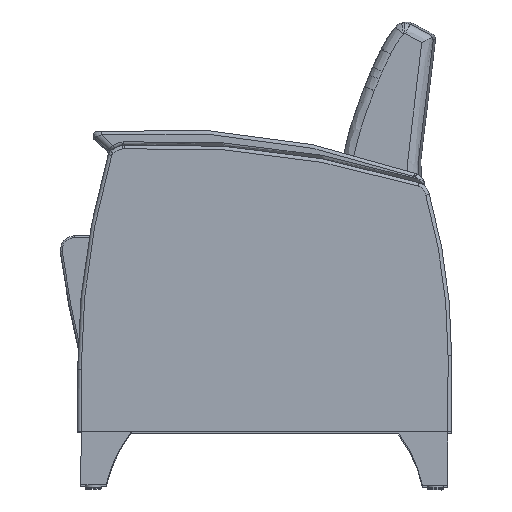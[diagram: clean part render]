
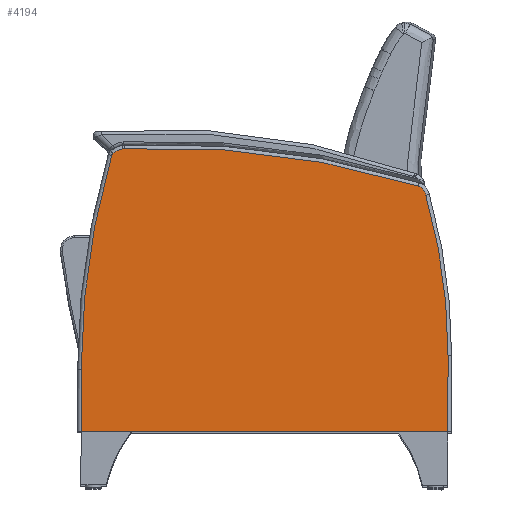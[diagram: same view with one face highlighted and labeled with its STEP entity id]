
A CAD part, top view. The second image highlights one B-rep face of the part: STEP entity #4194.
In plain terms, the highlighted planar face has unit normal (0, 0, 1).
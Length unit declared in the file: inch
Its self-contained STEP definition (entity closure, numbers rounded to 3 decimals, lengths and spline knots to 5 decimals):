
#279=PLANE('',#4576);
#350=LINE('',#6385,#530);
#352=LINE('',#6431,#532);
#368=LINE('',#6555,#548);
#530=VECTOR('',#5076,0.3937);
#532=VECTOR('',#5114,0.3937);
#548=VECTOR('',#5216,0.3937);
#832=FACE_OUTER_BOUND('',#1114,.T.);
#1114=EDGE_LOOP('',(#2981,#2982,#2983,#2984,#2985,#2986,#2987,#2988,#2989,
#2990));
#1493=CIRCLE('',#4507,0.25);
#1497=CIRCLE('',#4512,53.84447);
#1501=CIRCLE('',#4518,1.61874);
#1504=CIRCLE('',#4522,0.75);
#1507=CIRCLE('',#4526,59.75);
#1509=CIRCLE('',#4529,0.75);
#1512=CIRCLE('',#4534,40.58554);
#1799=VERTEX_POINT('',#6346);
#1800=VERTEX_POINT('',#6347);
#1804=VERTEX_POINT('',#6368);
#1806=VERTEX_POINT('',#6383);
#1807=VERTEX_POINT('',#6387);
#1809=VERTEX_POINT('',#6393);
#1811=VERTEX_POINT('',#6399);
#1814=VERTEX_POINT('',#6407);
#1815=VERTEX_POINT('',#6424);
#1818=VERTEX_POINT('',#6429);
#2203=EDGE_CURVE('',#1799,#1800,#1493,.T.);
#2209=EDGE_CURVE('',#1804,#1799,#1497,.T.);
#2212=EDGE_CURVE('',#1806,#1804,#350,.T.);
#2215=EDGE_CURVE('',#1800,#1807,#1501,.T.);
#2218=EDGE_CURVE('',#1807,#1809,#1504,.T.);
#2221=EDGE_CURVE('',#1809,#1811,#1507,.T.);
#2223=EDGE_CURVE('',#1811,#1814,#1509,.T.);
#2228=EDGE_CURVE('',#1818,#1815,#352,.T.);
#2229=EDGE_CURVE('',#1814,#1818,#1512,.T.);
#2270=EDGE_CURVE('',#1815,#1806,#368,.T.);
#2981=ORIENTED_EDGE('',*,*,#2212,.F.);
#2982=ORIENTED_EDGE('',*,*,#2270,.F.);
#2983=ORIENTED_EDGE('',*,*,#2228,.F.);
#2984=ORIENTED_EDGE('',*,*,#2229,.F.);
#2985=ORIENTED_EDGE('',*,*,#2223,.F.);
#2986=ORIENTED_EDGE('',*,*,#2221,.F.);
#2987=ORIENTED_EDGE('',*,*,#2218,.F.);
#2988=ORIENTED_EDGE('',*,*,#2215,.F.);
#2989=ORIENTED_EDGE('',*,*,#2203,.F.);
#2990=ORIENTED_EDGE('',*,*,#2209,.F.);
#4194=ADVANCED_FACE('',(#832),#279,.T.);
#4507=AXIS2_PLACEMENT_3D('',#6348,#5059,#5060);
#4512=AXIS2_PLACEMENT_3D('',#6379,#5069,#5070);
#4518=AXIS2_PLACEMENT_3D('',#6391,#5083,#5084);
#4522=AXIS2_PLACEMENT_3D('',#6397,#5091,#5092);
#4526=AXIS2_PLACEMENT_3D('',#6403,#5099,#5100);
#4529=AXIS2_PLACEMENT_3D('',#6408,#5105,#5106);
#4534=AXIS2_PLACEMENT_3D('',#6433,#5117,#5118);
#4576=AXIS2_PLACEMENT_3D('',#6556,#5217,#5218);
#5059=DIRECTION('center_axis',(0.,0.,-1.));
#5060=DIRECTION('ref_axis',(-0.844,0.537,0.));
#5069=DIRECTION('center_axis',(0.,0.,-1.));
#5070=DIRECTION('ref_axis',(-0.99,0.14,0.));
#5076=DIRECTION('',(0.,1.,0.));
#5083=DIRECTION('center_axis',(0.,0.,-1.));
#5084=DIRECTION('ref_axis',(-0.425,0.905,0.));
#5091=DIRECTION('center_axis',(0.,0.,-1.));
#5092=DIRECTION('ref_axis',(-0.128,0.992,0.));
#5099=DIRECTION('center_axis',(0.,0.,-1.));
#5100=DIRECTION('ref_axis',(0.124,0.992,0.));
#5105=DIRECTION('center_axis',(0.,0.,-1.));
#5106=DIRECTION('ref_axis',(0.761,0.649,0.));
#5114=DIRECTION('',(0.,-1.,0.));
#5117=DIRECTION('center_axis',(0.,0.,-1.));
#5118=DIRECTION('ref_axis',(0.99,0.139,0.));
#5216=DIRECTION('',(-1.,0.,0.));
#5217=DIRECTION('center_axis',(0.,0.,1.));
#5218=DIRECTION('ref_axis',(1.,0.,0.));
#6346=CARTESIAN_POINT('',(-12.3965,20.65936,2.75));
#6347=CARTESIAN_POINT('',(-12.30759,20.8021,2.75));
#6348=CARTESIAN_POINT('Origin',(-12.15221,20.60625,2.75));
#6368=CARTESIAN_POINT('',(-14.50196,5.72409,2.75));
#6379=CARTESIAN_POINT('Origin',(39.34251,5.74957,2.75));
#6383=CARTESIAN_POINT('',(-14.50196,1.38751,2.75));
#6385=CARTESIAN_POINT('',(-14.50196,5.41302,2.75));
#6387=CARTESIAN_POINT('',(-11.63546,21.11791,2.75));
#6391=CARTESIAN_POINT('Origin',(-11.3015,19.534,2.75));
#6393=CARTESIAN_POINT('',(-11.51791,21.13312,2.75));
#6397=CARTESIAN_POINT('Origin',(-11.48073,20.38404,2.75));
#6399=CARTESIAN_POINT('',(9.03893,18.55741,2.75));
#6403=CARTESIAN_POINT('Origin',(-8.55543,-38.54339,2.75));
#6407=CARTESIAN_POINT('',(9.56287,17.92892,2.75));
#6408=CARTESIAN_POINT('Origin',(8.81808,17.84066,2.75));
#6424=CARTESIAN_POINT('',(11.14024,1.38751,2.75));
#6429=CARTESIAN_POINT('',(11.14024,6.72403,2.75));
#6431=CARTESIAN_POINT('',(11.14024,8.58129,2.75));
#6433=CARTESIAN_POINT('Origin',(-29.4453,6.72403,2.75));
#6555=CARTESIAN_POINT('',(12.28079,1.38751,2.75));
#6556=CARTESIAN_POINT('Origin',(-1.61059,10.43854,2.75));
